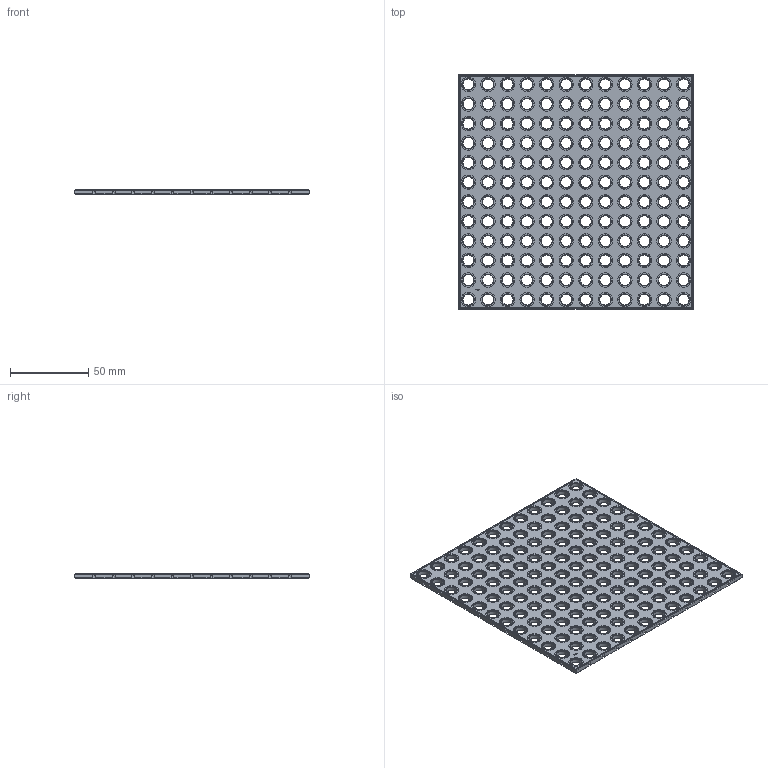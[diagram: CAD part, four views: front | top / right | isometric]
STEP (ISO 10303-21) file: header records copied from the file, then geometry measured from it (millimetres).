
FILE_DESCRIPTION(('FreeCAD Model'),'2;1');
FILE_NAME('Open CASCADE Shape Model','2024-02-25T16:43:28',(''),(''), 'Open CASCADE STEP processor 7.6','FreeCAD','Unknown');
FILE_SCHEMA(('AUTOMOTIVE_DESIGN { 1 0 10303 214 1 1 1 1 }'));
Products named in the file (1): Plate SQR CRNS BU12x00.25 - SPN-PLT-0071 (stemfie.org)
Bounding box: 150 x 150 x 3.12 mm (x, y, z)
Volume: 48789.8 mm3; surface area: 46721 mm2
Topology: 1 solids, 1 shells, 1907 faces, 4891 edges, 3162 vertices
Faces by surface type: plane 909, cylinder 596, cone 288, extrusion 114
Full cylindrical faces by diameter (mm): 7 x144, 9.2 x144
Entity records: 123136 total; most frequent: CARTESIAN_POINT 24145, DIRECTION 18447, VECTOR 10995, LINE 10881, ORIENTED_EDGE 9782, PCURVE 9782, DEFINITIONAL_REPRESENTATION 9782, EDGE_CURVE 4891
